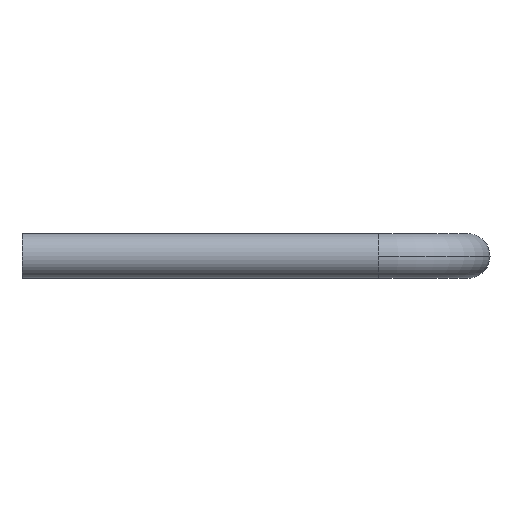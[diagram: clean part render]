
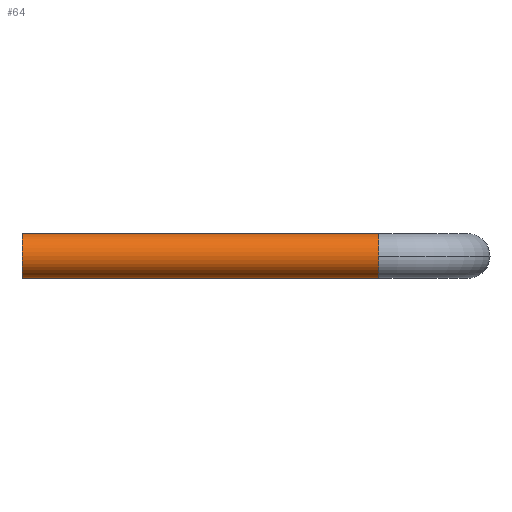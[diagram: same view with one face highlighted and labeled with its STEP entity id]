
A CAD part, front view. The second image highlights one B-rep face of the part: STEP entity #64.
In plain terms, the highlighted cylindrical face has radius 2.5 mm (diameter 5 mm), a partial arc.
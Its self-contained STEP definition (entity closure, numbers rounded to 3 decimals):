
#2 = DIRECTION ( 'NONE',  ( 0., 0., -1. ) ) ;
#6 = VERTEX_POINT ( 'NONE', #284 ) ;
#10 = DIRECTION ( 'NONE',  ( 0., 0., -1. ) ) ;
#32 = FACE_OUTER_BOUND ( 'NONE', #36, .T. ) ;
#36 = EDGE_LOOP ( 'NONE', ( #78, #154, #56, #135, #232 ) ) ;
#43 = CIRCLE ( 'NONE', #207, 2.5 ) ;
#56 = ORIENTED_EDGE ( 'NONE', *, *, #169, .T. ) ;
#62 = CIRCLE ( 'NONE', #156, 2.5 ) ;
#64 = ADVANCED_FACE ( 'NONE', ( #32 ), #183, .T. ) ;
#71 = LINE ( 'NONE', #88, #103 ) ;
#72 = EDGE_CURVE ( 'NONE', #129, #262, #274, .T. ) ;
#73 = CARTESIAN_POINT ( 'NONE',  ( 40., -2.5, 0. ) ) ;
#78 = ORIENTED_EDGE ( 'NONE', *, *, #280, .F. ) ;
#86 = DIRECTION ( 'NONE',  ( 1., 0., 0. ) ) ;
#88 = CARTESIAN_POINT ( 'NONE',  ( 0., 0., -2.5 ) ) ;
#90 = CARTESIAN_POINT ( 'NONE',  ( 0., 0., 2.5 ) ) ;
#93 = VECTOR ( 'NONE', #295, 1000. ) ;
#103 = VECTOR ( 'NONE', #170, 1000. ) ;
#112 = DIRECTION ( 'NONE',  ( 1., 0., 0. ) ) ;
#117 = AXIS2_PLACEMENT_3D ( 'NONE', #189, #112, #312 ) ;
#122 = LINE ( 'NONE', #197, #93 ) ;
#125 = EDGE_CURVE ( 'NONE', #262, #236, #62, .T. ) ;
#129 = VERTEX_POINT ( 'NONE', #171 ) ;
#135 = ORIENTED_EDGE ( 'NONE', *, *, #125, .F. ) ;
#140 = CARTESIAN_POINT ( 'NONE',  ( 0., 0., 0. ) ) ;
#154 = ORIENTED_EDGE ( 'NONE', *, *, #158, .T. ) ;
#156 = AXIS2_PLACEMENT_3D ( 'NONE', #247, #292, #223 ) ;
#158 = EDGE_CURVE ( 'NONE', #276, #6, #43, .T. ) ;
#169 = EDGE_CURVE ( 'NONE', #6, #236, #71, .T. ) ;
#170 = DIRECTION ( 'NONE',  ( 1., 0., 0. ) ) ;
#171 = CARTESIAN_POINT ( 'NONE',  ( 40., 0., 2.5 ) ) ;
#183 = CYLINDRICAL_SURFACE ( 'NONE', #314, 2.5 ) ;
#189 = CARTESIAN_POINT ( 'NONE',  ( 40., 0., 0. ) ) ;
#195 = DIRECTION ( 'NONE',  ( 1., 0., 0. ) ) ;
#197 = CARTESIAN_POINT ( 'NONE',  ( 0., 0., 2.5 ) ) ;
#207 = AXIS2_PLACEMENT_3D ( 'NONE', #294, #195, #2 ) ;
#223 = DIRECTION ( 'NONE',  ( 0., 0., -1. ) ) ;
#232 = ORIENTED_EDGE ( 'NONE', *, *, #72, .F. ) ;
#236 = VERTEX_POINT ( 'NONE', #244 ) ;
#244 = CARTESIAN_POINT ( 'NONE',  ( 40., 0., -2.5 ) ) ;
#247 = CARTESIAN_POINT ( 'NONE',  ( 40., 0., 0. ) ) ;
#262 = VERTEX_POINT ( 'NONE', #73 ) ;
#274 = CIRCLE ( 'NONE', #117, 2.5 ) ;
#276 = VERTEX_POINT ( 'NONE', #90 ) ;
#280 = EDGE_CURVE ( 'NONE', #276, #129, #122, .T. ) ;
#284 = CARTESIAN_POINT ( 'NONE',  ( 0., 0., -2.5 ) ) ;
#292 = DIRECTION ( 'NONE',  ( 1., 0., 0. ) ) ;
#294 = CARTESIAN_POINT ( 'NONE',  ( 0., 0., 0. ) ) ;
#295 = DIRECTION ( 'NONE',  ( 1., 0., 0. ) ) ;
#312 = DIRECTION ( 'NONE',  ( 0., 0., -1. ) ) ;
#314 = AXIS2_PLACEMENT_3D ( 'NONE', #140, #86, #10 ) ;
